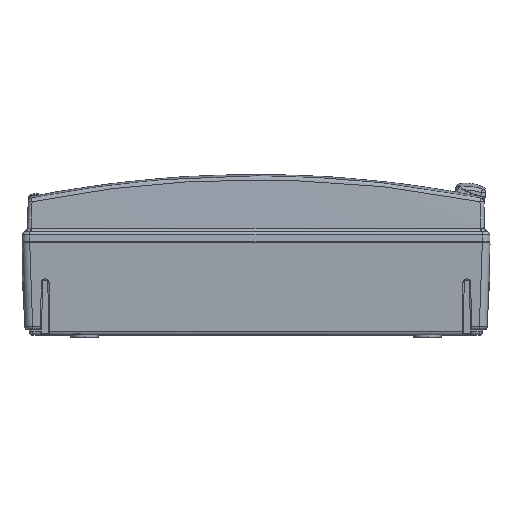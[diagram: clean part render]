
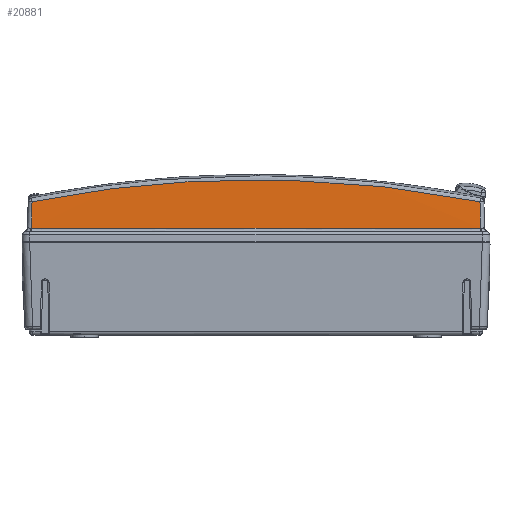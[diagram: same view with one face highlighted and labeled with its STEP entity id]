
A CAD part, top view. The second image highlights one B-rep face of the part: STEP entity #20881.
In plain terms, the highlighted free-form (B-spline) face has degree [3, 3] with [7, 4] control points.
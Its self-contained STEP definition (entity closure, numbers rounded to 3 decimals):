
#382 = EDGE_LOOP ( 'NONE', ( #206794, #142913, #168875, #205912 ) ) ;
#488 = CARTESIAN_POINT ( 'NONE',  ( 211.63, 121.531, 138.577 ) ) ;
#2435 = CARTESIAN_POINT ( 'NONE',  ( 204.666, 97.112, 139.896 ) ) ;
#6910 = EDGE_CURVE ( 'NONE', #114735, #176382, #126236, .T. ) ;
#7143 = CARTESIAN_POINT ( 'NONE',  ( -170.556, 97.172, 139.973 ) ) ;
#7845 = CARTESIAN_POINT ( 'NONE',  ( 136.442, 97.128, 140.027 ) ) ;
#12886 = CARTESIAN_POINT ( 'NONE',  ( -119.429, 134.658, 138.622 ) ) ;
#15493 = CARTESIAN_POINT ( 'NONE',  ( -211.63, 121.531, 138.577 ) ) ;
#16181 = CARTESIAN_POINT ( 'NONE',  ( 141.434, 94.842, 140.126 ) ) ;
#17872 = VERTEX_POINT ( 'NONE', #19066 ) ;
#18805 = CARTESIAN_POINT ( 'NONE',  ( 204.118, 113.236, 139.083 ) ) ;
#18891 = CARTESIAN_POINT ( 'NONE',  ( -204.666, 97.112, 139.896 ) ) ;
#19066 = CARTESIAN_POINT ( 'NONE',  ( -203.844, 121.298, 138.668 ) ) ;
#20881 = ADVANCED_FACE ( 'NONE', ( #180360 ), #75224, .T. ) ;
#23475 = CARTESIAN_POINT ( 'NONE',  ( -136.442, 97.128, 140.027 ) ) ;
#24164 = CARTESIAN_POINT ( 'NONE',  ( 170.556, 97.173, 139.973 ) ) ;
#28531 = CARTESIAN_POINT ( 'NONE',  ( 187.071, 124.61, 138.653 ) ) ;
#29233 = CARTESIAN_POINT ( 'NONE',  ( -170.223, 127.541, 138.643 ) ) ;
#31858 = CARTESIAN_POINT ( 'NONE',  ( -211.975, 102.156, 139.61 ) ) ;
#32575 = CARTESIAN_POINT ( 'NONE',  ( 139.984, 122.016, 139.093 ) ) ;
#34312 = CARTESIAN_POINT ( 'NONE',  ( 203.844, 121.298, 138.668 ) ) ;
#39943 = CARTESIAN_POINT ( 'NONE',  ( -85.278, 97.063, 140.072 ) ) ;
#40645 = CARTESIAN_POINT ( 'NONE',  ( 196.141, 97.156, 139.919 ) ) ;
#42032 = CARTESIAN_POINT ( 'NONE',  ( 204.666, 97.112, 139.896 ) ) ;
#45678 = CARTESIAN_POINT ( 'NONE',  ( -203.844, 121.298, 138.668 ) ) ;
#48273 = CARTESIAN_POINT ( 'NONE',  ( -208.951, 122.062, 138.577 ) ) ;
#48976 = CARTESIAN_POINT ( 'NONE',  ( 213.488, 92.203, 140.126 ) ) ;
#56247 = CARTESIAN_POINT ( 'NONE',  ( -34.111, 97.057, 140.093 ) ) ;
#61267 = CARTESIAN_POINT ( 'NONE',  ( 170.223, 127.542, 138.643 ) ) ;
#64579 = CARTESIAN_POINT ( 'NONE',  ( -140.709, 108.429, 139.61 ) ) ;
#65284 = CARTESIAN_POINT ( 'NONE',  ( 210.464, 112.109, 139.093 ) ) ;
#72628 = CARTESIAN_POINT ( 'NONE',  ( 17.055, 97.069, 140.095 ) ) ;
#75224 = B_SPLINE_SURFACE_WITH_KNOTS ( 'NONE', 3, 3, ( 
 ( #96630, #112939, #95208, #15493 ),
 ( #129295, #31858, #145763, #48273 ),
 ( #162213, #64579, #178670, #80989 ),
 ( #195058, #97312, #211413, #113640 ),
 ( #16181, #130013, #32575, #146459 ),
 ( #48976, #162909, #65284, #179355 ),
 ( #81703, #195762, #97998, #488 ) ),
 .UNSPECIFIED., .F., .F., .F.,
 ( 4, 1, 1, 1, 4 ),
 ( 4, 4 ),
 ( -0.02, 0., 0.5, 1., 1.02 ),
 ( 0.001, 0.999 ),
 .UNSPECIFIED. ) ;
#77695 = CARTESIAN_POINT ( 'NONE',  ( 119.429, 134.659, 138.622 ) ) ;
#80989 = CARTESIAN_POINT ( 'NONE',  ( -139.259, 135.603, 138.577 ) ) ;
#81703 = CARTESIAN_POINT ( 'NONE',  ( 216.259, 92.099, 140.126 ) ) ;
#88280 = CARTESIAN_POINT ( 'NONE',  ( -204.666, 97.112, 139.896 ) ) ;
#88974 = CARTESIAN_POINT ( 'NONE',  ( 68.222, 97.055, 140.081 ) ) ;
#91973 = CARTESIAN_POINT ( 'NONE',  ( -204.666, 97.112, 139.896 ) ) ;
#93077 = EDGE_CURVE ( 'NONE', #132676, #114735, #116763, .T. ) ;
#94021 = CARTESIAN_POINT ( 'NONE',  ( 34.193, 141.36, 138.608 ) ) ;
#95208 = CARTESIAN_POINT ( 'NONE',  ( -213.172, 111.721, 139.093 ) ) ;
#96630 = CARTESIAN_POINT ( 'NONE',  ( -216.258, 92.099, 140.126 ) ) ;
#97312 = CARTESIAN_POINT ( 'NONE',  ( 0., 114.501, 139.61 ) ) ;
#97998 = CARTESIAN_POINT ( 'NONE',  ( 213.173, 111.72, 139.093 ) ) ;
#99963 = CARTESIAN_POINT ( 'NONE',  ( 204.392, 105.175, 139.492 ) ) ;
#100051 = CARTESIAN_POINT ( 'NONE',  ( -203.844, 121.298, 138.668 ) ) ;
#104646 = CARTESIAN_POINT ( 'NONE',  ( -187.613, 97.168, 139.938 ) ) ;
#105327 = CARTESIAN_POINT ( 'NONE',  ( 119.389, 97.102, 140.045 ) ) ;
#110342 = CARTESIAN_POINT ( 'NONE',  ( -68.384, 139.674, 138.611 ) ) ;
#112939 = CARTESIAN_POINT ( 'NONE',  ( -214.715, 101.91, 139.61 ) ) ;
#113640 = CARTESIAN_POINT ( 'NONE',  ( 0., 148.742, 138.577 ) ) ;
#114735 = VERTEX_POINT ( 'NONE', #42032 ) ;
#116006 = EDGE_CURVE ( 'NONE', #17872, #132676, #165317, .T. ) ;
#116359 = CARTESIAN_POINT ( 'NONE',  ( -204.392, 105.173, 139.492 ) ) ;
#116763 = B_SPLINE_CURVE_WITH_KNOTS ( 'NONE', 3,
 ( #88280, #186002, #104646, #7143, #120939, #23475, #137416, #39943, #153850, #56247, #170248, #72628, #186696, #88974, #203061, #105327, #7845, #121619, #24164, #138108, #40645, #154546 ),
 .UNSPECIFIED., .F., .F.,
 ( 4, 2, 2, 2, 2, 2, 2, 2, 2, 2, 4 ),
 ( 0., 0.063, 0.125, 0.25, 0.375, 0.5, 0.625, 0.75, 0.875, 0.938, 1. ),
 .UNSPECIFIED. ) ;
#120939 = CARTESIAN_POINT ( 'NONE',  ( -162.027, 97.162, 139.988 ) ) ;
#121380 = EDGE_CURVE ( 'NONE', #176382, #17872, #191127, .T. ) ;
#121619 = CARTESIAN_POINT ( 'NONE',  ( 162.027, 97.163, 139.988 ) ) ;
#126236 = B_SPLINE_CURVE_WITH_KNOTS ( 'NONE', 3,
 ( #2435, #99963, #18805, #132693 ),
 .UNSPECIFIED., .F., .F.,
 ( 4, 4 ),
 ( 0., 1. ),
 .UNSPECIFIED. ) ;
#126679 = CARTESIAN_POINT ( 'NONE',  ( -136.402, 132.566, 138.627 ) ) ;
#129295 = CARTESIAN_POINT ( 'NONE',  ( -213.487, 92.203, 140.126 ) ) ;
#130013 = CARTESIAN_POINT ( 'NONE',  ( 140.709, 108.429, 139.61 ) ) ;
#132676 = VERTEX_POINT ( 'NONE', #91973 ) ;
#132693 = CARTESIAN_POINT ( 'NONE',  ( 203.844, 121.298, 138.668 ) ) ;
#137416 = CARTESIAN_POINT ( 'NONE',  ( -119.389, 97.102, 140.045 ) ) ;
#138108 = CARTESIAN_POINT ( 'NONE',  ( 187.613, 97.169, 139.938 ) ) ;
#142432 = CARTESIAN_POINT ( 'NONE',  ( 203.844, 121.298, 138.668 ) ) ;
#142913 = ORIENTED_EDGE ( 'NONE', *, *, #6910, .T. ) ;
#143140 = CARTESIAN_POINT ( 'NONE',  ( -187.07, 124.608, 138.653 ) ) ;
#145763 = CARTESIAN_POINT ( 'NONE',  ( -210.463, 112.109, 139.093 ) ) ;
#146459 = CARTESIAN_POINT ( 'NONE',  ( 139.26, 135.603, 138.577 ) ) ;
#153850 = CARTESIAN_POINT ( 'NONE',  ( -68.222, 97.055, 140.081 ) ) ;
#154546 = CARTESIAN_POINT ( 'NONE',  ( 204.666, 97.112, 139.896 ) ) ;
#162213 = CARTESIAN_POINT ( 'NONE',  ( -141.433, 94.842, 140.126 ) ) ;
#162909 = CARTESIAN_POINT ( 'NONE',  ( 211.976, 102.156, 139.61 ) ) ;
#164939 = CARTESIAN_POINT ( 'NONE',  ( -204.119, 113.235, 139.083 ) ) ;
#165317 = B_SPLINE_CURVE_WITH_KNOTS ( 'NONE', 3,
 ( #100051, #164939, #116359, #18891 ),
 .UNSPECIFIED., .F., .F.,
 ( 4, 4 ),
 ( 0., 1. ),
 .UNSPECIFIED. ) ;
#168875 = ORIENTED_EDGE ( 'NONE', *, *, #121380, .T. ) ;
#170248 = CARTESIAN_POINT ( 'NONE',  ( -17.055, 97.069, 140.095 ) ) ;
#175325 = CARTESIAN_POINT ( 'NONE',  ( 136.402, 132.567, 138.627 ) ) ;
#176382 = VERTEX_POINT ( 'NONE', #34312 ) ;
#178670 = CARTESIAN_POINT ( 'NONE',  ( -139.984, 122.016, 139.093 ) ) ;
#179355 = CARTESIAN_POINT ( 'NONE',  ( 208.952, 122.062, 138.577 ) ) ;
#180360 = FACE_OUTER_BOUND ( 'NONE', #382, .T. ) ;
#186002 = CARTESIAN_POINT ( 'NONE',  ( -196.141, 97.155, 139.919 ) ) ;
#186696 = CARTESIAN_POINT ( 'NONE',  ( 34.111, 97.057, 140.093 ) ) ;
#191127 = B_SPLINE_CURVE_WITH_KNOTS ( 'NONE', 3,
 ( #142432, #28531, #61267, #175325, #77695, #191786, #94021, #208107, #110342, #12886, #126679, #29233, #143140, #45678 ),
 .UNSPECIFIED., .F., .F.,
 ( 4, 2, 2, 2, 2, 2, 4 ),
 ( 0., 0.125, 0.25, 0.5, 0.75, 0.875, 1. ),
 .UNSPECIFIED. ) ;
#191786 = CARTESIAN_POINT ( 'NONE',  ( 68.384, 139.675, 138.611 ) ) ;
#195058 = CARTESIAN_POINT ( 'NONE',  ( 0., 97.381, 140.126 ) ) ;
#195762 = CARTESIAN_POINT ( 'NONE',  ( 214.716, 101.91, 139.61 ) ) ;
#203061 = CARTESIAN_POINT ( 'NONE',  ( 85.278, 97.063, 140.072 ) ) ;
#205912 = ORIENTED_EDGE ( 'NONE', *, *, #116006, .T. ) ;
#206794 = ORIENTED_EDGE ( 'NONE', *, *, #93077, .T. ) ;
#208107 = CARTESIAN_POINT ( 'NONE',  ( -34.193, 141.36, 138.608 ) ) ;
#211413 = CARTESIAN_POINT ( 'NONE',  ( 0., 131.621, 139.093 ) ) ;
